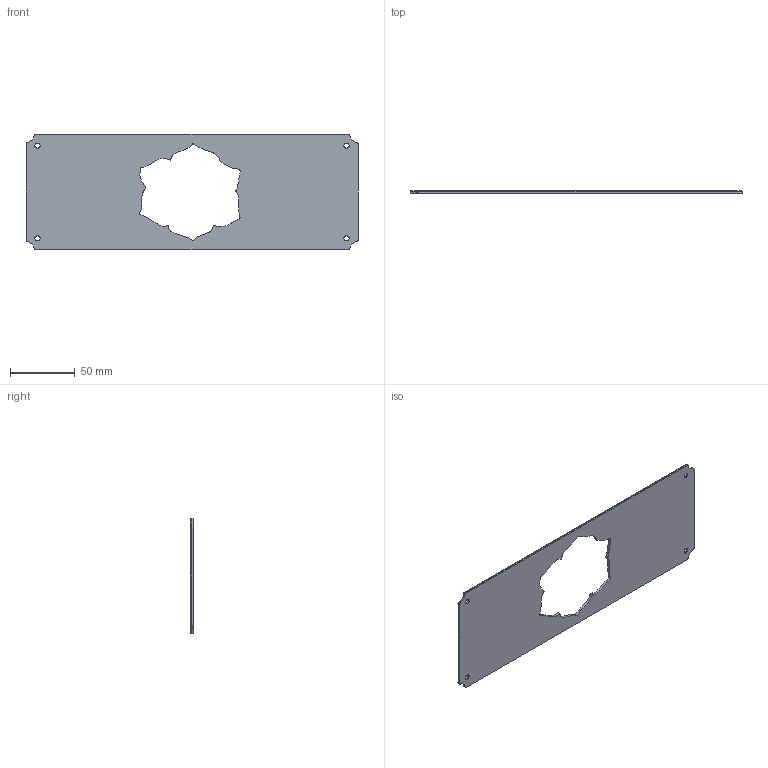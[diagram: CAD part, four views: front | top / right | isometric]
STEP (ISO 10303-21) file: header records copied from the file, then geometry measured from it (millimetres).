
FILE_DESCRIPTION(/* description */ (''),/* implementation_level */ '2;1');
FILE_NAME(/* name */ 'Weight_TopPlate.step',/* time_stamp */ '2023-03-24T13:25:08-04:00',/* author */ (''),/* organization */ (''),/* preprocessor_version */ 'ST-DEVELOPER v19.2',/* originating_system */ 'Autodesk Translation Framework v11.17.0.187',/* authorisation */ '');
FILE_SCHEMA (('AUTOMOTIVE_DESIGN { 1 0 10303 214 3 1 1 }'));
Length unit declared in the file: millimetre
Products named in the file (1): Weight_Draft
Bounding box: 257.29 x 2 x 89.56 mm (x, y, z)
Volume: 37145 mm3; surface area: 39065.7 mm2
Topology: 1 solids, 1 shells, 104 faces, 282 edges, 176 vertices
Faces by surface type: bspline 60, cylinder 20, plane 8, sphere 8, cone 4, torus 4
Full cylindrical faces by diameter (mm): 6 x4
Entity records: 4455 total; most frequent: CARTESIAN_POINT 2180, ORIENTED_EDGE 556, DIRECTION 304, EDGE_CURVE 278, VERTEX_POINT 176, B_SPLINE_CURVE_WITH_KNOTS 120, EDGE_LOOP 114, FACE_OUTER_BOUND 104
